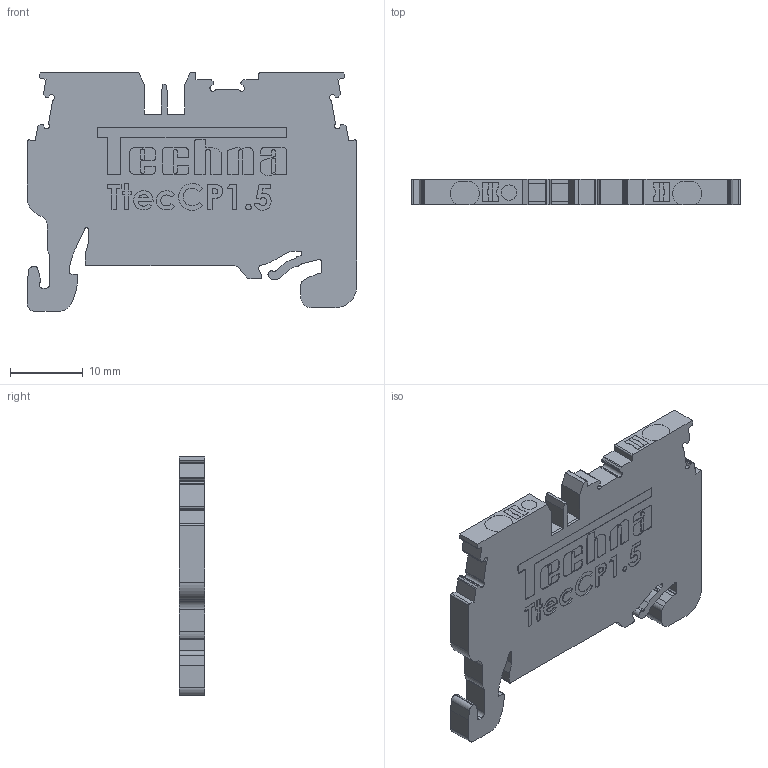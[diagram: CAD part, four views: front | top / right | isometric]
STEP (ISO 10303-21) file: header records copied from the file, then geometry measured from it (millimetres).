
FILE_DESCRIPTION (( 'STEP AP214' ), '1' );
FILE_NAME ('TtecCP1.5.STEP', '2020-07-01T11:04:19', ( '' ), ( '' ), 'SwSTEP 2.0', 'SolidWorks 2020', '' );
FILE_SCHEMA (( 'AUTOMOTIVE_DESIGN' ));
Length unit declared in the file: millimetre
Products named in the file (1): TtecCP1.5
Bounding box: 45.3 x 3.5 x 32.8 mm (x, y, z)
Volume: 4027.8 mm3; surface area: 3202.8 mm2
Topology: 1 solids, 1 shells, 694 faces, 1959 edges, 1308 vertices
Faces by surface type: plane 387, cylinder 221, bspline 86
Entity records: 32183 total; most frequent: CARTESIAN_POINT 9152, ORIENTED_EDGE 3918, DIRECTION 3447, EDGE_CURVE 1959, VECTOR 1345, LINE 1345, VERTEX_POINT 1308, AXIS2_PLACEMENT_3D 1051
